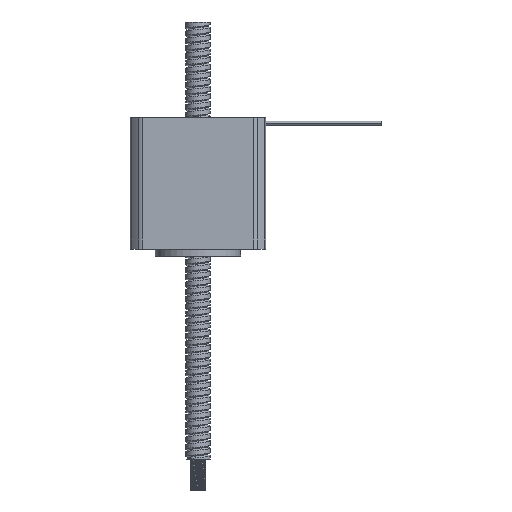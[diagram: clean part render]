
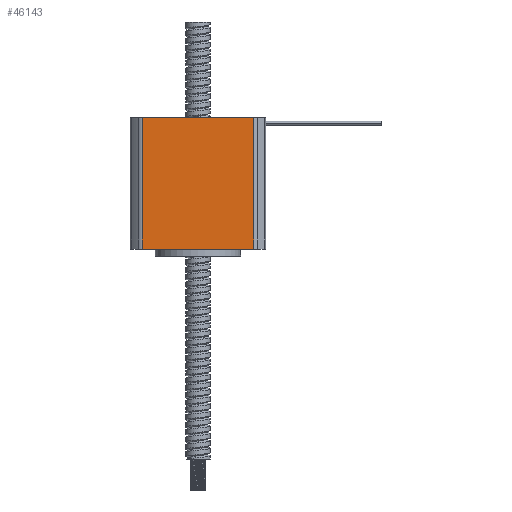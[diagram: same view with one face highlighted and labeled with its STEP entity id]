
A CAD part, front view. The second image highlights one B-rep face of the part: STEP entity #46143.
In plain terms, the highlighted planar face has unit normal (0, -1, 0).
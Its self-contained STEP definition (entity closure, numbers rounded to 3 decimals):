
#1147 = PLANE('',#1148);
#1148 = AXIS2_PLACEMENT_3D('',#1149,#1150,#1151);
#1149 = CARTESIAN_POINT('',(0.,0.,35.8));
#1150 = DIRECTION('',(0.,0.,1.));
#1151 = DIRECTION('',(1.,0.,0.));
#28077 = PLANE('',#28078);
#28078 = AXIS2_PLACEMENT_3D('',#28079,#28080,#28081);
#28079 = CARTESIAN_POINT('',(0.,0.,1.8));
#28080 = DIRECTION('',(0.,0.,1.));
#28081 = DIRECTION('',(1.,0.,0.));
#42935 = VERTEX_POINT('',#42936);
#42936 = CARTESIAN_POINT('',(-14.361,-17.5,35.8));
#42951 = CYLINDRICAL_SURFACE('',#42952,1.5);
#42952 = AXIS2_PLACEMENT_3D('',#42953,#42954,#42955);
#42953 = CARTESIAN_POINT('',(-14.361,-16.,35.8));
#42954 = DIRECTION('',(0.,0.,-1.));
#42955 = DIRECTION('',(-1.,0.,0.));
#42985 = EDGE_CURVE('',#42935,#42986,#42988,.T.);
#42986 = VERTEX_POINT('',#42987);
#42987 = CARTESIAN_POINT('',(14.361,-17.5,35.8));
#42988 = SURFACE_CURVE('',#42989,(#42993,#43000),.PCURVE_S1.);
#42989 = LINE('',#42990,#42991);
#42990 = CARTESIAN_POINT('',(-14.361,-17.5,35.8));
#42991 = VECTOR('',#42992,1.);
#42992 = DIRECTION('',(1.,0.,0.));
#42993 = PCURVE('',#1147,#42994);
#42994 = DEFINITIONAL_REPRESENTATION('',(#42995),#42999);
#42995 = LINE('',#42996,#42997);
#42996 = CARTESIAN_POINT('',(-14.361,-17.5));
#42997 = VECTOR('',#42998,1.);
#42998 = DIRECTION('',(1.,0.));
#42999 = ( GEOMETRIC_REPRESENTATION_CONTEXT(2) 
PARAMETRIC_REPRESENTATION_CONTEXT() REPRESENTATION_CONTEXT('2D SPACE',''
  ) );
#43000 = PCURVE('',#43001,#43006);
#43001 = PLANE('',#43002);
#43002 = AXIS2_PLACEMENT_3D('',#43003,#43004,#43005);
#43003 = CARTESIAN_POINT('',(-14.361,-17.5,35.8));
#43004 = DIRECTION('',(0.,1.,0.));
#43005 = DIRECTION('',(0.,0.,1.));
#43006 = DEFINITIONAL_REPRESENTATION('',(#43007),#43011);
#43007 = LINE('',#43008,#43009);
#43008 = CARTESIAN_POINT('',(0.,0.));
#43009 = VECTOR('',#43010,1.);
#43010 = DIRECTION('',(0.,1.));
#43011 = ( GEOMETRIC_REPRESENTATION_CONTEXT(2) 
PARAMETRIC_REPRESENTATION_CONTEXT() REPRESENTATION_CONTEXT('2D SPACE',''
  ) );
#43030 = CYLINDRICAL_SURFACE('',#43031,1.5);
#43031 = AXIS2_PLACEMENT_3D('',#43032,#43033,#43034);
#43032 = CARTESIAN_POINT('',(14.361,-16.,35.8));
#43033 = DIRECTION('',(0.,0.,-1.));
#43034 = DIRECTION('',(-1.,0.,0.));
#45844 = VERTEX_POINT('',#45845);
#45845 = CARTESIAN_POINT('',(14.361,-17.5,1.8));
#45889 = EDGE_CURVE('',#45890,#45844,#45892,.T.);
#45890 = VERTEX_POINT('',#45891);
#45891 = CARTESIAN_POINT('',(-14.361,-17.5,1.8));
#45892 = SURFACE_CURVE('',#45893,(#45897,#45904),.PCURVE_S1.);
#45893 = LINE('',#45894,#45895);
#45894 = CARTESIAN_POINT('',(-14.361,-17.5,1.8));
#45895 = VECTOR('',#45896,1.);
#45896 = DIRECTION('',(1.,0.,0.));
#45897 = PCURVE('',#28077,#45898);
#45898 = DEFINITIONAL_REPRESENTATION('',(#45899),#45903);
#45899 = LINE('',#45900,#45901);
#45900 = CARTESIAN_POINT('',(-14.361,-17.5));
#45901 = VECTOR('',#45902,1.);
#45902 = DIRECTION('',(1.,0.));
#45903 = ( GEOMETRIC_REPRESENTATION_CONTEXT(2) 
PARAMETRIC_REPRESENTATION_CONTEXT() REPRESENTATION_CONTEXT('2D SPACE',''
  ) );
#45904 = PCURVE('',#43001,#45905);
#45905 = DEFINITIONAL_REPRESENTATION('',(#45906),#45910);
#45906 = LINE('',#45907,#45908);
#45907 = CARTESIAN_POINT('',(-34.,0.));
#45908 = VECTOR('',#45909,1.);
#45909 = DIRECTION('',(0.,1.));
#45910 = ( GEOMETRIC_REPRESENTATION_CONTEXT(2) 
PARAMETRIC_REPRESENTATION_CONTEXT() REPRESENTATION_CONTEXT('2D SPACE',''
  ) );
#46099 = EDGE_CURVE('',#42935,#45890,#46100,.T.);
#46100 = SURFACE_CURVE('',#46101,(#46105,#46134),.PCURVE_S1.);
#46101 = LINE('',#46102,#46103);
#46102 = CARTESIAN_POINT('',(-14.361,-17.5,35.8));
#46103 = VECTOR('',#46104,1.);
#46104 = DIRECTION('',(0.,0.,-1.));
#46105 = PCURVE('',#42951,#46106);
#46106 = DEFINITIONAL_REPRESENTATION('',(#46107),#46133);
#46107 = B_SPLINE_CURVE_WITH_KNOTS('',3,(#46108,#46109,#46110,#46111,
    #46112,#46113,#46114,#46115,#46116,#46117,#46118,#46119,#46120,
    #46121,#46122,#46123,#46124,#46125,#46126,#46127,#46128,#46129,
    #46130,#46131,#46132),.UNSPECIFIED.,.F.,.F.,(4,1,1,1,1,1,1,1,1,1,1,1
    ,1,1,1,1,1,1,1,1,1,1,4),(0.,1.545,3.091,
    4.636,6.182,7.727,9.273,
    10.818,12.364,13.909,15.455,17.,
    18.545,20.091,21.636,23.182,
    24.727,26.273,27.818,29.364,
    30.909,32.455,34.),.QUASI_UNIFORM_KNOTS.);
#46108 = CARTESIAN_POINT('',(4.712,0.));
#46109 = CARTESIAN_POINT('',(4.712,0.515));
#46110 = CARTESIAN_POINT('',(4.712,1.545));
#46111 = CARTESIAN_POINT('',(4.712,3.091));
#46112 = CARTESIAN_POINT('',(4.712,4.636));
#46113 = CARTESIAN_POINT('',(4.712,6.182));
#46114 = CARTESIAN_POINT('',(4.712,7.727));
#46115 = CARTESIAN_POINT('',(4.712,9.273));
#46116 = CARTESIAN_POINT('',(4.712,10.818));
#46117 = CARTESIAN_POINT('',(4.712,12.364));
#46118 = CARTESIAN_POINT('',(4.712,13.909));
#46119 = CARTESIAN_POINT('',(4.712,15.455));
#46120 = CARTESIAN_POINT('',(4.712,17.));
#46121 = CARTESIAN_POINT('',(4.712,18.545));
#46122 = CARTESIAN_POINT('',(4.712,20.091));
#46123 = CARTESIAN_POINT('',(4.712,21.636));
#46124 = CARTESIAN_POINT('',(4.712,23.182));
#46125 = CARTESIAN_POINT('',(4.712,24.727));
#46126 = CARTESIAN_POINT('',(4.712,26.273));
#46127 = CARTESIAN_POINT('',(4.712,27.818));
#46128 = CARTESIAN_POINT('',(4.712,29.364));
#46129 = CARTESIAN_POINT('',(4.712,30.909));
#46130 = CARTESIAN_POINT('',(4.712,32.455));
#46131 = CARTESIAN_POINT('',(4.712,33.485));
#46132 = CARTESIAN_POINT('',(4.712,34.));
#46133 = ( GEOMETRIC_REPRESENTATION_CONTEXT(2) 
PARAMETRIC_REPRESENTATION_CONTEXT() REPRESENTATION_CONTEXT('2D SPACE',''
  ) );
#46134 = PCURVE('',#43001,#46135);
#46135 = DEFINITIONAL_REPRESENTATION('',(#46136),#46140);
#46136 = LINE('',#46137,#46138);
#46137 = CARTESIAN_POINT('',(0.,0.));
#46138 = VECTOR('',#46139,1.);
#46139 = DIRECTION('',(-1.,0.));
#46140 = ( GEOMETRIC_REPRESENTATION_CONTEXT(2) 
PARAMETRIC_REPRESENTATION_CONTEXT() REPRESENTATION_CONTEXT('2D SPACE',''
  ) );
#46143 = ADVANCED_FACE('',(#46144),#43001,.F.);
#46144 = FACE_BOUND('',#46145,.T.);
#46145 = EDGE_LOOP('',(#46146,#46147,#46190,#46191));
#46146 = ORIENTED_EDGE('',*,*,#45889,.T.);
#46147 = ORIENTED_EDGE('',*,*,#46148,.F.);
#46148 = EDGE_CURVE('',#42986,#45844,#46149,.T.);
#46149 = SURFACE_CURVE('',#46150,(#46154,#46161),.PCURVE_S1.);
#46150 = LINE('',#46151,#46152);
#46151 = CARTESIAN_POINT('',(14.361,-17.5,35.8));
#46152 = VECTOR('',#46153,1.);
#46153 = DIRECTION('',(0.,0.,-1.));
#46154 = PCURVE('',#43001,#46155);
#46155 = DEFINITIONAL_REPRESENTATION('',(#46156),#46160);
#46156 = LINE('',#46157,#46158);
#46157 = CARTESIAN_POINT('',(0.,28.723));
#46158 = VECTOR('',#46159,1.);
#46159 = DIRECTION('',(-1.,0.));
#46160 = ( GEOMETRIC_REPRESENTATION_CONTEXT(2) 
PARAMETRIC_REPRESENTATION_CONTEXT() REPRESENTATION_CONTEXT('2D SPACE',''
  ) );
#46161 = PCURVE('',#43030,#46162);
#46162 = DEFINITIONAL_REPRESENTATION('',(#46163),#46189);
#46163 = B_SPLINE_CURVE_WITH_KNOTS('',3,(#46164,#46165,#46166,#46167,
    #46168,#46169,#46170,#46171,#46172,#46173,#46174,#46175,#46176,
    #46177,#46178,#46179,#46180,#46181,#46182,#46183,#46184,#46185,
    #46186,#46187,#46188),.UNSPECIFIED.,.F.,.F.,(4,1,1,1,1,1,1,1,1,1,1,1
    ,1,1,1,1,1,1,1,1,1,1,4),(0.,1.545,3.091,
    4.636,6.182,7.727,9.273,
    10.818,12.364,13.909,15.455,17.,
    18.545,20.091,21.636,23.182,
    24.727,26.273,27.818,29.364,
    30.909,32.455,34.),.QUASI_UNIFORM_KNOTS.);
#46164 = CARTESIAN_POINT('',(4.712,0.));
#46165 = CARTESIAN_POINT('',(4.712,0.515));
#46166 = CARTESIAN_POINT('',(4.712,1.545));
#46167 = CARTESIAN_POINT('',(4.712,3.091));
#46168 = CARTESIAN_POINT('',(4.712,4.636));
#46169 = CARTESIAN_POINT('',(4.712,6.182));
#46170 = CARTESIAN_POINT('',(4.712,7.727));
#46171 = CARTESIAN_POINT('',(4.712,9.273));
#46172 = CARTESIAN_POINT('',(4.712,10.818));
#46173 = CARTESIAN_POINT('',(4.712,12.364));
#46174 = CARTESIAN_POINT('',(4.712,13.909));
#46175 = CARTESIAN_POINT('',(4.712,15.455));
#46176 = CARTESIAN_POINT('',(4.712,17.));
#46177 = CARTESIAN_POINT('',(4.712,18.545));
#46178 = CARTESIAN_POINT('',(4.712,20.091));
#46179 = CARTESIAN_POINT('',(4.712,21.636));
#46180 = CARTESIAN_POINT('',(4.712,23.182));
#46181 = CARTESIAN_POINT('',(4.712,24.727));
#46182 = CARTESIAN_POINT('',(4.712,26.273));
#46183 = CARTESIAN_POINT('',(4.712,27.818));
#46184 = CARTESIAN_POINT('',(4.712,29.364));
#46185 = CARTESIAN_POINT('',(4.712,30.909));
#46186 = CARTESIAN_POINT('',(4.712,32.455));
#46187 = CARTESIAN_POINT('',(4.712,33.485));
#46188 = CARTESIAN_POINT('',(4.712,34.));
#46189 = ( GEOMETRIC_REPRESENTATION_CONTEXT(2) 
PARAMETRIC_REPRESENTATION_CONTEXT() REPRESENTATION_CONTEXT('2D SPACE',''
  ) );
#46190 = ORIENTED_EDGE('',*,*,#42985,.F.);
#46191 = ORIENTED_EDGE('',*,*,#46099,.T.);
